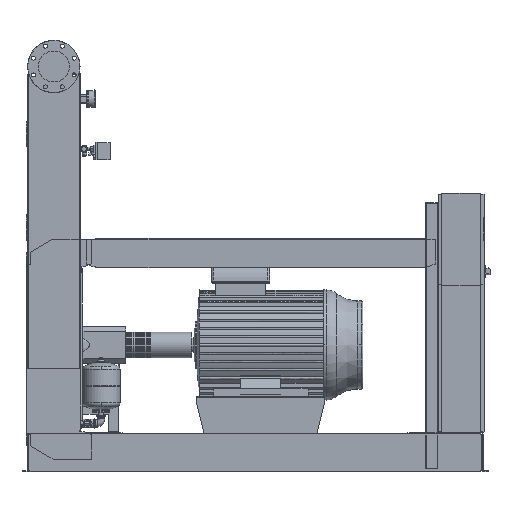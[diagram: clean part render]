
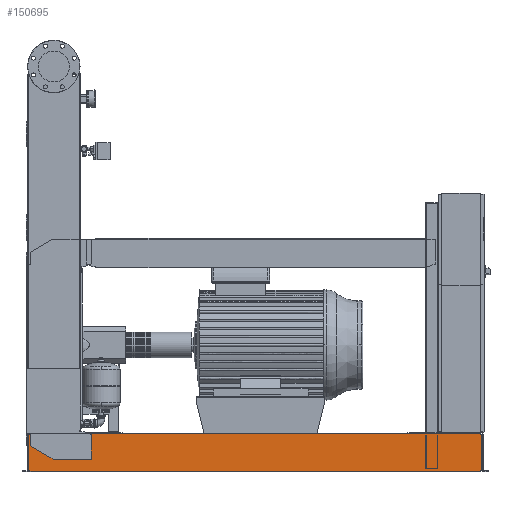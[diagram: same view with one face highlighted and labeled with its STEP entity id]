
A CAD part, front view. The second image highlights one B-rep face of the part: STEP entity #150695.
In plain terms, the highlighted free-form (B-spline) face has degree [1, 1] with [2, 2] control points.
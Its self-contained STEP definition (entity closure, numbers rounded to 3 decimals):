
#145636=CARTESIAN_POINT('',(-131.,-738.5,202.));
#145637=VERTEX_POINT('',#145636);
#145644=CARTESIAN_POINT('',(-131.,-738.5,208.));
#145645=VERTEX_POINT('',#145644);
#145646=CARTESIAN_POINT('',(-131.,-738.5,202.));
#145647=DIRECTION('',(0.0,0.0,1.0));
#145648=VECTOR('',#145647,6.);
#145649=LINE('',#145646,#145648);
#145650=EDGE_CURVE('',#145637,#145645,#145649,.T.);
#148969=CARTESIAN_POINT('',(2322.,-738.5,208.));
#148970=VERTEX_POINT('',#148969);
#148971=CARTESIAN_POINT('',(-131.,-738.5,208.));
#148972=DIRECTION('',(1.0,0.0,0.0));
#148973=VECTOR('',#148972,2453.0);
#148974=LINE('',#148971,#148973);
#148975=EDGE_CURVE('',#145645,#148970,#148974,.T.);
#150272=CARTESIAN_POINT('',(2330.,-738.5,202.));
#150273=VERTEX_POINT('',#150272);
#150280=CARTESIAN_POINT('',(2330.,-738.5,112.689));
#150281=VERTEX_POINT('',#150280);
#150282=CARTESIAN_POINT('',(2330.,-738.5,112.689));
#150283=DIRECTION('',(0.0,0.0,1.0));
#150284=VECTOR('',#150283,89.311);
#150285=LINE('',#150282,#150284);
#150286=EDGE_CURVE('',#150281,#150273,#150285,.T.);
#150609=CARTESIAN_POINT('',(-139.,-738.5,3.));
#150610=CARTESIAN_POINT('',(-139.,-738.5,208.));
#150611=CARTESIAN_POINT('',(2330.,-738.5,3.));
#150612=CARTESIAN_POINT('',(2330.,-738.5,208.));
#150613=B_SPLINE_SURFACE_WITH_KNOTS('',1,1,((#150609,#150611),(#150610,#150612)),.UNSPECIFIED.,.F.,.F.,.U.,(2,2),(2,2),(0.0,205.),(0.0,2469.),.UNSPECIFIED.);
#150614=CARTESIAN_POINT('',(2330.,-738.5,6.));
#150615=VERTEX_POINT('',#150614);
#150616=CARTESIAN_POINT('',(2330.,-738.5,6.));
#150617=DIRECTION('',(0.0,0.0,1.0));
#150618=VECTOR('',#150617,106.689);
#150619=LINE('',#150616,#150618);
#150620=EDGE_CURVE('',#150615,#150281,#150619,.T.);
#150621=ORIENTED_EDGE('',*,*,#150620,.T.);
#150622=ORIENTED_EDGE('',*,*,#150286,.T.);
#150623=CARTESIAN_POINT('',(2322.,-738.5,202.));
#150624=VERTEX_POINT('',#150623);
#150625=CARTESIAN_POINT('',(2330.,-738.5,202.));
#150626=DIRECTION('',(-1.0,0.0,0.0));
#150627=VECTOR('',#150626,8.0);
#150628=LINE('',#150625,#150627);
#150629=EDGE_CURVE('',#150273,#150624,#150628,.T.);
#150630=ORIENTED_EDGE('',*,*,#150629,.T.);
#150631=CARTESIAN_POINT('',(2322.,-738.5,208.));
#150632=DIRECTION('',(0.0,0.0,-1.0));
#150633=VECTOR('',#150632,6.);
#150634=LINE('',#150631,#150633);
#150635=EDGE_CURVE('',#148970,#150624,#150634,.T.);
#150636=ORIENTED_EDGE('',*,*,#150635,.F.);
#150637=ORIENTED_EDGE('',*,*,#148975,.F.);
#150638=ORIENTED_EDGE('',*,*,#145650,.F.);
#150639=CARTESIAN_POINT('',(-139.,-738.5,202.));
#150640=VERTEX_POINT('',#150639);
#150641=CARTESIAN_POINT('',(-131.,-738.5,202.));
#150642=DIRECTION('',(-1.0,0.0,0.0));
#150643=VECTOR('',#150642,8.);
#150644=LINE('',#150641,#150643);
#150645=EDGE_CURVE('',#145637,#150640,#150644,.T.);
#150646=ORIENTED_EDGE('',*,*,#150645,.T.);
#150647=CARTESIAN_POINT('',(-139.,-738.5,6.));
#150648=VERTEX_POINT('',#150647);
#150649=CARTESIAN_POINT('',(-139.,-738.5,202.));
#150650=DIRECTION('',(0.0,0.0,-1.0));
#150651=VECTOR('',#150650,196.);
#150652=LINE('',#150649,#150651);
#150653=EDGE_CURVE('',#150640,#150648,#150652,.T.);
#150654=ORIENTED_EDGE('',*,*,#150653,.T.);
#150655=CARTESIAN_POINT('',(-131.,-738.5,6.));
#150656=VERTEX_POINT('',#150655);
#150657=CARTESIAN_POINT('',(-139.,-738.5,6.));
#150658=DIRECTION('',(1.0,0.0,0.0));
#150659=VECTOR('',#150658,8.0);
#150660=LINE('',#150657,#150659);
#150661=EDGE_CURVE('',#150648,#150656,#150660,.T.);
#150662=ORIENTED_EDGE('',*,*,#150661,.T.);
#150663=CARTESIAN_POINT('',(-131.,-738.5,3.));
#150664=VERTEX_POINT('',#150663);
#150665=CARTESIAN_POINT('',(-131.,-738.5,3.));
#150666=DIRECTION('',(0.0,0.0,1.0));
#150667=VECTOR('',#150666,3.);
#150668=LINE('',#150665,#150667);
#150669=EDGE_CURVE('',#150664,#150656,#150668,.T.);
#150670=ORIENTED_EDGE('',*,*,#150669,.F.);
#150671=CARTESIAN_POINT('',(2322.,-738.5,3.));
#150672=VERTEX_POINT('',#150671);
#150673=CARTESIAN_POINT('',(2322.,-738.5,3.));
#150674=DIRECTION('',(-1.0,0.0,0.0));
#150675=VECTOR('',#150674,2453.0);
#150676=LINE('',#150673,#150675);
#150677=EDGE_CURVE('',#150672,#150664,#150676,.T.);
#150678=ORIENTED_EDGE('',*,*,#150677,.F.);
#150679=CARTESIAN_POINT('',(2322.,-738.5,6.));
#150680=VERTEX_POINT('',#150679);
#150681=CARTESIAN_POINT('',(2322.,-738.5,6.));
#150682=DIRECTION('',(0.0,0.0,-1.0));
#150683=VECTOR('',#150682,3.);
#150684=LINE('',#150681,#150683);
#150685=EDGE_CURVE('',#150680,#150672,#150684,.T.);
#150686=ORIENTED_EDGE('',*,*,#150685,.F.);
#150687=CARTESIAN_POINT('',(2322.,-738.5,6.));
#150688=DIRECTION('',(1.0,0.0,0.0));
#150689=VECTOR('',#150688,8.0);
#150690=LINE('',#150687,#150689);
#150691=EDGE_CURVE('',#150680,#150615,#150690,.T.);
#150692=ORIENTED_EDGE('',*,*,#150691,.T.);
#150693=EDGE_LOOP('',(#150621,#150622,#150630,#150636,#150637,#150638,#150646,#150654,#150662,#150670,#150678,#150686,#150692));
#150694=FACE_OUTER_BOUND('',#150693,.T.);
#150695=ADVANCED_FACE('',(#150694),#150613,.F.);
